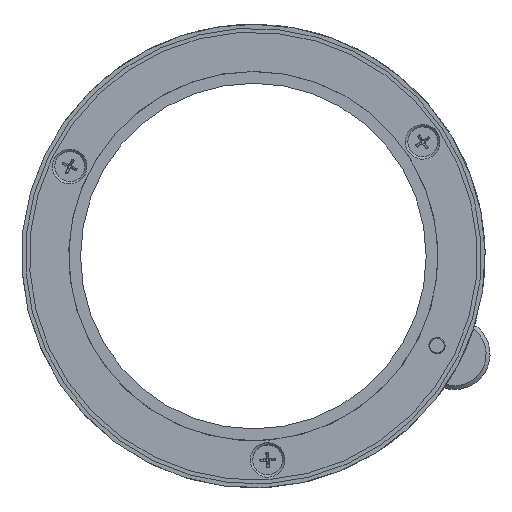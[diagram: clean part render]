
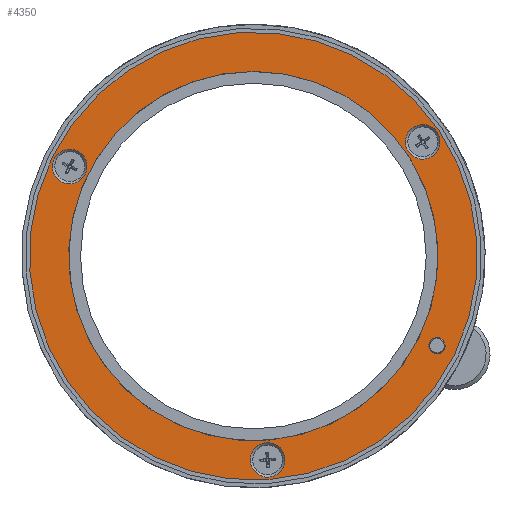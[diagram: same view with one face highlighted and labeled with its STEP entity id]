
A CAD part, left-side view. The second image highlights one B-rep face of the part: STEP entity #4350.
In plain terms, the highlighted planar face has unit normal (-1, 0, 0).
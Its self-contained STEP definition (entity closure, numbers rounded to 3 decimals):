
#1003=FACE_BOUND('',#1605,.T.);
#1004=FACE_BOUND('',#1606,.T.);
#1005=FACE_BOUND('',#1607,.T.);
#1006=FACE_BOUND('',#1608,.T.);
#1007=FACE_BOUND('',#1609,.T.);
#1268=FACE_OUTER_BOUND('',#1604,.T.);
#1604=EDGE_LOOP('',(#3958));
#1605=EDGE_LOOP('',(#3959));
#1606=EDGE_LOOP('',(#3960));
#1607=EDGE_LOOP('',(#3961));
#1608=EDGE_LOOP('',(#3962));
#1609=EDGE_LOOP('',(#3963));
#1887=CIRCLE('',#4903,1.025);
#1888=CIRCLE('',#4905,2.2);
#1889=CIRCLE('',#4907,2.2);
#1890=CIRCLE('',#4909,2.2);
#1892=CIRCLE('',#4913,23.5);
#1893=CIRCLE('',#4915,28.5);
#2285=VERTEX_POINT('',#7776);
#2286=VERTEX_POINT('',#7779);
#2287=VERTEX_POINT('',#7782);
#2288=VERTEX_POINT('',#7785);
#2290=VERTEX_POINT('',#7791);
#2291=VERTEX_POINT('',#7794);
#2851=EDGE_CURVE('',#2285,#2285,#1887,.T.);
#2852=EDGE_CURVE('',#2286,#2286,#1888,.T.);
#2853=EDGE_CURVE('',#2287,#2287,#1889,.T.);
#2854=EDGE_CURVE('',#2288,#2288,#1890,.T.);
#2856=EDGE_CURVE('',#2290,#2290,#1892,.T.);
#2857=EDGE_CURVE('',#2291,#2291,#1893,.T.);
#3958=ORIENTED_EDGE('',*,*,#2857,.F.);
#3959=ORIENTED_EDGE('',*,*,#2851,.T.);
#3960=ORIENTED_EDGE('',*,*,#2852,.T.);
#3961=ORIENTED_EDGE('',*,*,#2853,.T.);
#3962=ORIENTED_EDGE('',*,*,#2854,.T.);
#3963=ORIENTED_EDGE('',*,*,#2856,.T.);
#4100=PLANE('',#4914);
#4350=ADVANCED_FACE('',(#1268,#1003,#1004,#1005,#1006,#1007),#4100,.T.);
#4903=AXIS2_PLACEMENT_3D('',#7777,#6139,#6140);
#4905=AXIS2_PLACEMENT_3D('',#7780,#6143,#6144);
#4907=AXIS2_PLACEMENT_3D('',#7783,#6147,#6148);
#4909=AXIS2_PLACEMENT_3D('',#7786,#6151,#6152);
#4913=AXIS2_PLACEMENT_3D('',#7792,#6159,#6160);
#4914=AXIS2_PLACEMENT_3D('',#7793,#6161,#6162);
#4915=AXIS2_PLACEMENT_3D('',#7795,#6163,#6164);
#6139=DIRECTION('center_axis',(1.,0.,0.));
#6140=DIRECTION('ref_axis',(0.,0.899,0.438));
#6143=DIRECTION('center_axis',(1.,0.,0.));
#6144=DIRECTION('ref_axis',(0.,0.829,-0.559));
#6147=DIRECTION('center_axis',(1.,0.,0.));
#6148=DIRECTION('ref_axis',(0.,0.07,0.998));
#6151=DIRECTION('center_axis',(1.,0.,0.));
#6152=DIRECTION('ref_axis',(0.,-0.899,-0.438));
#6159=DIRECTION('center_axis',(1.,0.,0.));
#6160=DIRECTION('ref_axis',(0.,0.899,0.438));
#6161=DIRECTION('center_axis',(-1.,0.,0.));
#6162=DIRECTION('ref_axis',(0.,-0.899,-0.438));
#6163=DIRECTION('center_axis',(1.,0.,0.));
#6164=DIRECTION('ref_axis',(0.,-0.438,0.899));
#7776=CARTESIAN_POINT('',(-37.5,-24.29,-11.847));
#7777=CARTESIAN_POINT('Origin',(-37.5,-23.369,-11.398));
#7779=CARTESIAN_POINT('',(-37.5,-19.731,13.309));
#7780=CARTESIAN_POINT('Origin',(-37.5,-21.555,14.539));
#7782=CARTESIAN_POINT('',(-37.5,-1.66,-23.742));
#7783=CARTESIAN_POINT('Origin',(-37.5,-1.814,-25.937));
#7785=CARTESIAN_POINT('',(-37.5,21.391,10.433));
#7786=CARTESIAN_POINT('Origin',(-37.5,23.369,11.398));
#7791=CARTESIAN_POINT('',(-37.5,-21.122,-10.302));
#7792=CARTESIAN_POINT('Origin',(-37.5,0.,0.));
#7793=CARTESIAN_POINT('Origin',(-37.5,-6.247,12.808));
#7794=CARTESIAN_POINT('',(-37.5,-12.494,25.616));
#7795=CARTESIAN_POINT('Origin',(-37.5,0.,0.));
